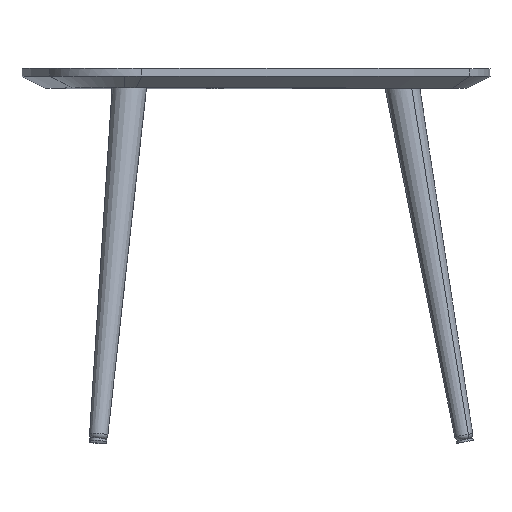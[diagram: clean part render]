
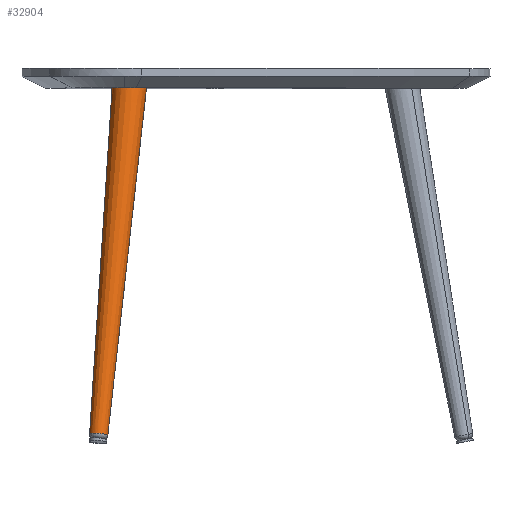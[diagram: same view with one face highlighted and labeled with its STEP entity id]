
A CAD part, top view. The second image highlights one B-rep face of the part: STEP entity #32904.
In plain terms, the highlighted conical face has half-angle 1.308 degrees and reference radius 11.5 mm.
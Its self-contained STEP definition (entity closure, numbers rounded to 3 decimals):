
#3989 = CARTESIAN_POINT ( 'NONE',  ( -167.092, -454.77, 269.607 ) ) ;
#4783 = CIRCLE ( 'NONE', #17341, 22. ) ;
#7236 = LINE ( 'NONE', #44110, #34851 ) ;
#8397 = CARTESIAN_POINT ( 'NONE',  ( -167.467, -460.556, 270.486 ) ) ;
#11340 = EDGE_CURVE ( 'NONE', #26979, #11610, #4783, .T. ) ;
#11478 = DIRECTION ( 'NONE',  ( 0.087, 0.985, -0.15 ) ) ;
#11610 = VERTEX_POINT ( 'NONE', #21248 ) ;
#12063 = EDGE_CURVE ( 'NONE', #57251, #11610, #58892, .T. ) ;
#12068 = DIRECTION ( 'NONE',  ( 0.11, 0.982, -0.151 ) ) ;
#12281 = ORIENTED_EDGE ( 'NONE', *, *, #12063, .F. ) ;
#14193 = CIRCLE ( 'NONE', #24783, 11.634 ) ;
#15794 = ORIENTED_EDGE ( 'NONE', *, *, #11340, .T. ) ;
#17341 = AXIS2_PLACEMENT_3D ( 'NONE', #19731, #41843, #33645 ) ;
#17458 = DIRECTION ( 'NONE',  ( 0.064, 0.987, -0.15 ) ) ;
#18778 = CARTESIAN_POINT ( 'NONE',  ( -143.927, -456.891, 269.092 ) ) ;
#19731 = CARTESIAN_POINT ( 'NONE',  ( -116.079, -8.593, 201.055 ) ) ;
#19904 = EDGE_LOOP ( 'NONE', ( #12281, #49782, #22065, #15794 ) ) ;
#20891 = EDGE_CURVE ( 'NONE', #38091, #26979, #7236, .T. ) ;
#21248 = CARTESIAN_POINT ( 'NONE',  ( -137.982, -6.587, 201.542 ) ) ;
#22065 = ORIENTED_EDGE ( 'NONE', *, *, #20891, .T. ) ;
#24783 = AXIS2_PLACEMENT_3D ( 'NONE', #39585, #11478, #29905 ) ;
#24884 = DIRECTION ( 'NONE',  ( 0.996, -0.091, -0.022 ) ) ;
#25202 = CARTESIAN_POINT ( 'NONE',  ( -156.018, -461.604, 270.231 ) ) ;
#25241 = AXIS2_PLACEMENT_3D ( 'NONE', #25202, #57860, #24884 ) ;
#26979 = VERTEX_POINT ( 'NONE', #29536 ) ;
#29536 = CARTESIAN_POINT ( 'NONE',  ( -94.176, -10.598, 200.567 ) ) ;
#29905 = DIRECTION ( 'NONE',  ( -0.996, 0.091, 0.022 ) ) ;
#32904 = ADVANCED_FACE ( 'NONE', ( #39406 ), #51323, .T. ) ;
#33645 = DIRECTION ( 'NONE',  ( -0.996, 0.091, 0.022 ) ) ;
#33732 = VECTOR ( 'NONE', #17458, 1000. ) ;
#34851 = VECTOR ( 'NONE', #12068, 1000. ) ;
#37879 = EDGE_CURVE ( 'NONE', #57251, #38091, #14193, .T. ) ;
#38091 = VERTEX_POINT ( 'NONE', #18778 ) ;
#39406 = FACE_OUTER_BOUND ( 'NONE', #19904, .T. ) ;
#39585 = CARTESIAN_POINT ( 'NONE',  ( -155.509, -455.83, 269.35 ) ) ;
#41843 = DIRECTION ( 'NONE',  ( -0.087, -0.985, 0.15 ) ) ;
#44110 = CARTESIAN_POINT ( 'NONE',  ( -144.569, -462.653, 269.977 ) ) ;
#49782 = ORIENTED_EDGE ( 'NONE', *, *, #37879, .T. ) ;
#51323 = CONICAL_SURFACE ( 'NONE', #25241, 11.5, 0.023 ) ;
#57251 = VERTEX_POINT ( 'NONE', #3989 ) ;
#57860 = DIRECTION ( 'NONE',  ( 0.087, 0.985, -0.15 ) ) ;
#58892 = LINE ( 'NONE', #8397, #33732 ) ;
